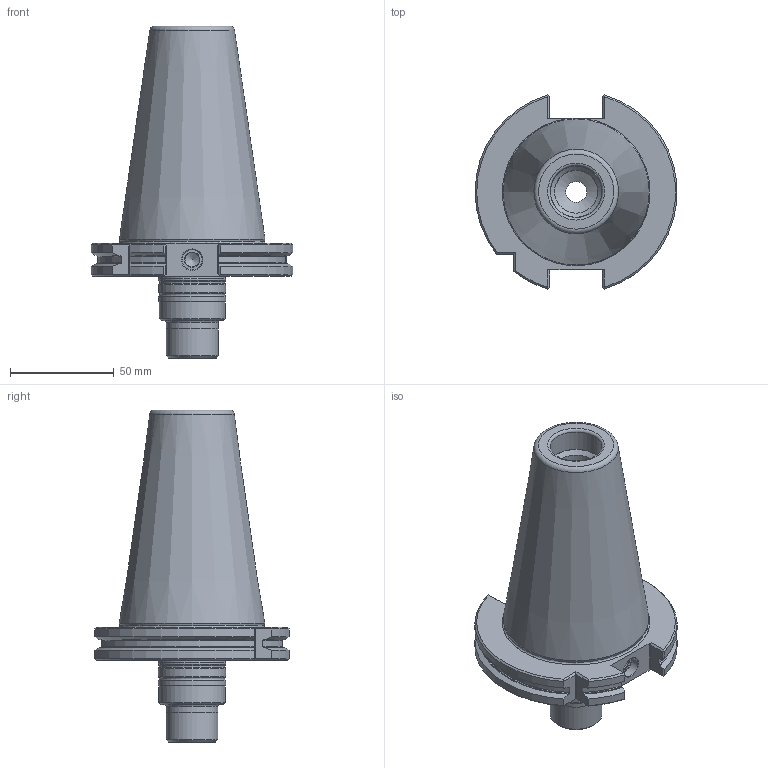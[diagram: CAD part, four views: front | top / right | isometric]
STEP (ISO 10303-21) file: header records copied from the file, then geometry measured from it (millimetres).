
FILE_DESCRIPTION(/* description */ (''),/* implementation_level */ '2;1');
FILE_NAME(/* name */ '425012030.stp',/* time_stamp */ '2021-01-08T12:44:08',/* author */ ('LRA'),/* organization */ ('REGO-FIX'),/* preprocessor_version */ ' Unknown',/* originating_system */ 'SIEMENS PLM Software Solid Edge ST10',/* authorization */ 'Unknown');
FILE_SCHEMA (('AUTOMOTIVE_DESIGN { 1 0 10303 214 2 1 1}'));
Length unit declared in the file: millimetre
Products named in the file (1): NOCUT
Bounding box: 97.32 x 93.58 x 160.1 mm (x, y, z)
Volume: 348384.7 mm3; surface area: 47875.5 mm2
Topology: 1 solids, 1 shells, 130 faces, 348 edges, 219 vertices
Faces by surface type: plane 42, cylinder 37, cone 37, torus 14
Full cylindrical faces by diameter (mm): 3.5 x5, 7 x1, 10 x1, 10.106 x1, 13.5 x1, 20.751 x1, 20.752 x1, 25 x3, 32 x1, 32.5 x3
Entity records: 4687 total; most frequent: CARTESIAN_POINT 860, DIRECTION 586, ORIENTED_EDGE 558, EDGE_CURVE 279, AXIS2_PLACEMENT_3D 245, VERTEX_POINT 207, FACE_BOUND 188, EDGE_LOOP 182
